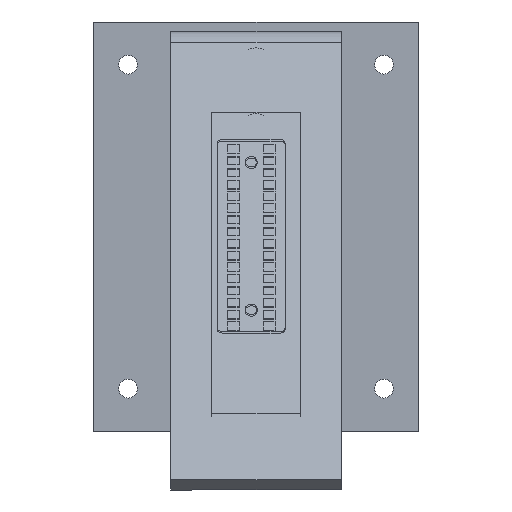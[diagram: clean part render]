
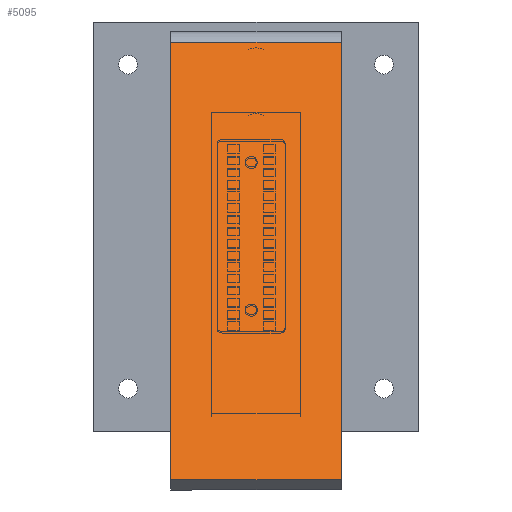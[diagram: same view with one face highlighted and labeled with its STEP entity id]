
A CAD part, top view. The second image highlights one B-rep face of the part: STEP entity #5095.
In plain terms, the highlighted face is planar.
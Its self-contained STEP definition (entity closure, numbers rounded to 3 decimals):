
#5002=CARTESIAN_POINT('Vertex',(-25.,-288.797,-2.75)) ;
#5016=CARTESIAN_POINT('Vertex',(25.,-288.797,-2.75)) ;
#5019=CARTESIAN_POINT('Line Origine',(50.492,-288.797,-2.75)) ;
#5065=CARTESIAN_POINT('Axis2P3D Location',(0.,-145.38,-251.154)) ;
#5070=CARTESIAN_POINT('Line Origine',(25.,-325.838,61.408)) ;
#5074=CARTESIAN_POINT('Vertex',(25.,-362.88,125.567)) ;
#5077=CARTESIAN_POINT('Line Origine',(0.,-362.88,125.567)) ;
#5081=CARTESIAN_POINT('Vertex',(-25.,-362.88,125.567)) ;
#5084=CARTESIAN_POINT('Line Origine',(-25.,-325.838,61.408)) ;
#5020=DIRECTION('Vector Direction',(-1.,0.,0.)) ;
#5066=DIRECTION('Axis2P3D Direction',(-0.,0.866,0.5)) ;
#5067=DIRECTION('Axis2P3D XDirection',(1.,0.,0.)) ;
#5071=DIRECTION('Vector Direction',(0.,0.5,-0.866)) ;
#5078=DIRECTION('Vector Direction',(1.,0.,0.)) ;
#5085=DIRECTION('Vector Direction',(0.,-0.5,0.866)) ;
#5068=AXIS2_PLACEMENT_3D('Plane Axis2P3D',#5065,#5066,#5067) ;
#5090=ORIENTED_EDGE('',*,*,#5023,.F.) ;
#5091=ORIENTED_EDGE('',*,*,#5076,.F.) ;
#5092=ORIENTED_EDGE('',*,*,#5083,.F.) ;
#5093=ORIENTED_EDGE('',*,*,#5088,.F.) ;
#5021=VECTOR('Line Direction',#5020,1.) ;
#5072=VECTOR('Line Direction',#5071,1.) ;
#5079=VECTOR('Line Direction',#5078,1.) ;
#5086=VECTOR('Line Direction',#5085,1.) ;
#5095=ADVANCED_FACE('\X2\52079664\X0\-\X2\62C94F38\X0\7',(#5094),#5069,.F.) ;
#5023=EDGE_CURVE('',#5017,#5003,#5022,.T.) ;
#5076=EDGE_CURVE('',#5075,#5017,#5073,.T.) ;
#5083=EDGE_CURVE('',#5082,#5075,#5080,.T.) ;
#5088=EDGE_CURVE('',#5003,#5082,#5087,.T.) ;
#5089=EDGE_LOOP('',(#5090,#5091,#5092,#5093)) ;
#5094=FACE_OUTER_BOUND('',#5089,.T.) ;
#5022=LINE('Line',#5019,#5021) ;
#5073=LINE('Line',#5070,#5072) ;
#5080=LINE('Line',#5077,#5079) ;
#5087=LINE('Line',#5084,#5086) ;
#5069=PLANE('',#5068) ;
#5003=VERTEX_POINT('',#5002) ;
#5017=VERTEX_POINT('',#5016) ;
#5075=VERTEX_POINT('',#5074) ;
#5082=VERTEX_POINT('',#5081) ;
